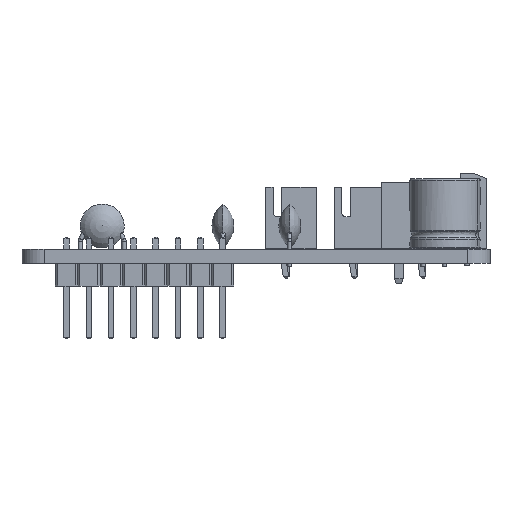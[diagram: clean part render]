
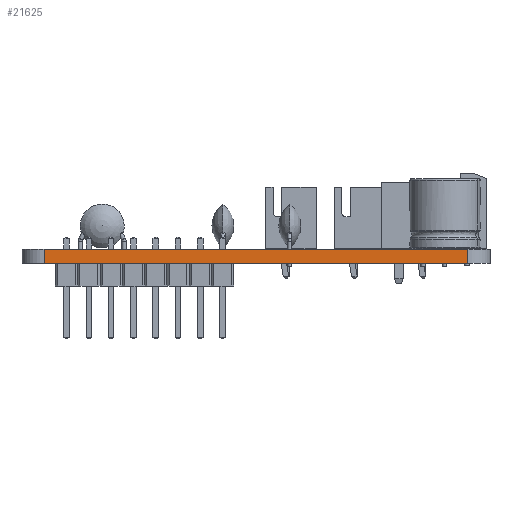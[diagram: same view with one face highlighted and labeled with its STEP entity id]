
A CAD part, left-side view. The second image highlights one B-rep face of the part: STEP entity #21625.
In plain terms, the highlighted planar face has unit normal (-1, 0, 0).
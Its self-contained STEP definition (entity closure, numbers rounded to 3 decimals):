
#19346 = VERTEX_POINT('',#19347);
#19347 = CARTESIAN_POINT('',(99.06,-99.06,0.));
#19354 = EDGE_CURVE('',#19346,#19355,#19357,.T.);
#19355 = VERTEX_POINT('',#19356);
#19356 = CARTESIAN_POINT('',(99.06,-50.8,0.));
#19357 = LINE('',#19358,#19359);
#19358 = CARTESIAN_POINT('',(99.06,-99.06,0.));
#19359 = VECTOR('',#19360,1.);
#19360 = DIRECTION('',(0.,1.,0.));
#20476 = VERTEX_POINT('',#20477);
#20477 = CARTESIAN_POINT('',(99.06,-99.06,1.6));
#20484 = EDGE_CURVE('',#20476,#20485,#20487,.T.);
#20485 = VERTEX_POINT('',#20486);
#20486 = CARTESIAN_POINT('',(99.06,-50.8,1.6));
#20487 = LINE('',#20488,#20489);
#20488 = CARTESIAN_POINT('',(99.06,-99.06,1.6));
#20489 = VECTOR('',#20490,1.);
#20490 = DIRECTION('',(0.,1.,0.));
#21595 = EDGE_CURVE('',#19355,#20485,#21596,.T.);
#21596 = LINE('',#21597,#21598);
#21597 = CARTESIAN_POINT('',(99.06,-50.8,0.));
#21598 = VECTOR('',#21599,1.);
#21599 = DIRECTION('',(0.,0.,1.));
#21625 = ADVANCED_FACE('',(#21626),#21637,.T.);
#21626 = FACE_BOUND('',#21627,.T.);
#21627 = EDGE_LOOP('',(#21628,#21634,#21635,#21636));
#21628 = ORIENTED_EDGE('',*,*,#21629,.T.);
#21629 = EDGE_CURVE('',#19346,#20476,#21630,.T.);
#21630 = LINE('',#21631,#21632);
#21631 = CARTESIAN_POINT('',(99.06,-99.06,0.));
#21632 = VECTOR('',#21633,1.);
#21633 = DIRECTION('',(0.,0.,1.));
#21634 = ORIENTED_EDGE('',*,*,#20484,.T.);
#21635 = ORIENTED_EDGE('',*,*,#21595,.F.);
#21636 = ORIENTED_EDGE('',*,*,#19354,.F.);
#21637 = PLANE('',#21638);
#21638 = AXIS2_PLACEMENT_3D('',#21639,#21640,#21641);
#21639 = CARTESIAN_POINT('',(99.06,-99.06,0.));
#21640 = DIRECTION('',(-1.,0.,0.));
#21641 = DIRECTION('',(0.,1.,0.));
